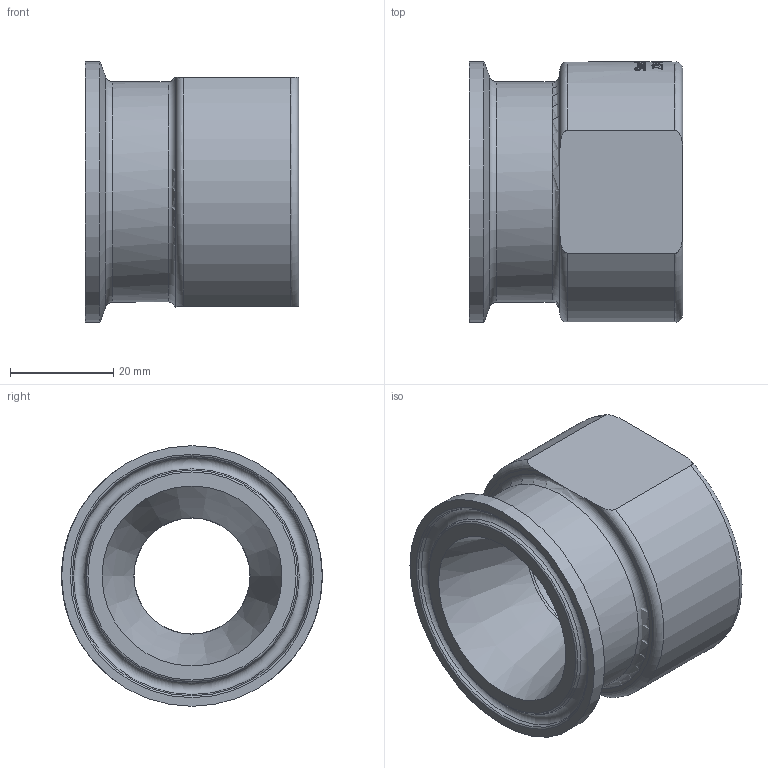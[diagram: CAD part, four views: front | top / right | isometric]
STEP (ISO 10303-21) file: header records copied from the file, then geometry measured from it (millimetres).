
FILE_DESCRIPTION(/* description */ (''),/* implementation_level */ '2;1');
FILE_NAME(/* name */ '22MP-1.5X.75.ipt.stp',/* time_stamp */ '2019-08-23T16:29:23-04:00',/* author */ ('Engineering'),/* organization */ (''),/* preprocessor_version */ 'ST-DEVELOPER v15.2',/* originating_system */ 'Autodesk Inventor 2014',/* authorisation */ '');
FILE_SCHEMA (('AUTOMOTIVE_DESIGN { 1 0 10303 214 3 1 1 }'));
Length unit declared in the file: inch
Products named in the file (1): 22MP-1.5X.75
Bounding box: 41.27 x 50.39 x 50.39 mm (x, y, z)
Volume: 49951.4 mm3; surface area: 12823.2 mm2
Topology: 1 solids, 1 shells, 407 faces, 1095 edges, 726 vertices
Faces by surface type: bspline 176, plane 175, cylinder 40, torus 10, cone 6
Full cylindrical faces by diameter (mm): 22.408 x1, 42.57 x1, 50.394 x1
Entity records: 15902 total; most frequent: CARTESIAN_POINT 6709, ORIENTED_EDGE 2158, DIRECTION 1406, EDGE_CURVE 1079, VERTEX_POINT 725, LINE 492, VECTOR 492, EDGE_LOOP 460
